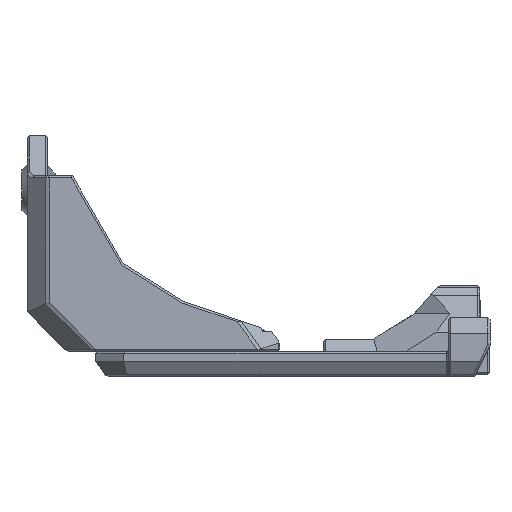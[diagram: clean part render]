
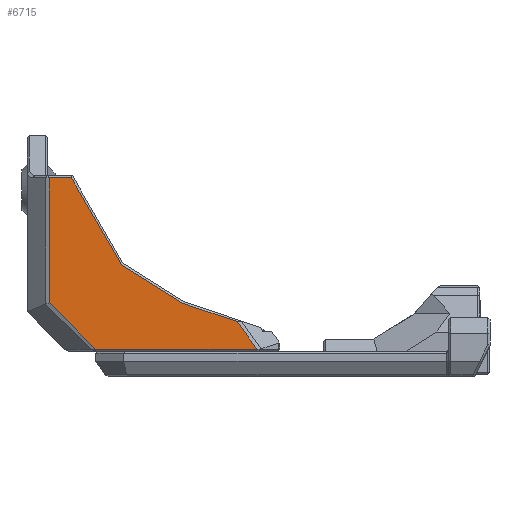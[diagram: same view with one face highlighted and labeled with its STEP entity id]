
A CAD part, left-side view. The second image highlights one B-rep face of the part: STEP entity #6715.
In plain terms, the highlighted planar face has unit normal (-1, 0, 0).
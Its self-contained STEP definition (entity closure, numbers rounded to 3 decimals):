
#257=FACE_OUTER_BOUND('',#673,.T.);
#673=EDGE_LOOP('',(#4753,#4754,#4755,#4756,#4757,#4758,#4759,#4760));
#1244=LINE('',#9856,#2123);
#1247=LINE('',#9862,#2126);
#1250=LINE('',#9867,#2129);
#1251=LINE('',#9869,#2130);
#1252=LINE('',#9871,#2131);
#1253=LINE('',#9873,#2132);
#1254=LINE('',#9875,#2133);
#1255=LINE('',#9876,#2134);
#2123=VECTOR('',#7951,10.);
#2126=VECTOR('',#7956,10.);
#2129=VECTOR('',#7961,10.);
#2130=VECTOR('',#7962,10.);
#2131=VECTOR('',#7963,10.);
#2132=VECTOR('',#7964,10.);
#2133=VECTOR('',#7965,10.);
#2134=VECTOR('',#7966,10.);
#2945=VERTEX_POINT('',#9853);
#2946=VERTEX_POINT('',#9855);
#2948=VERTEX_POINT('',#9861);
#2949=VERTEX_POINT('',#9866);
#2950=VERTEX_POINT('',#9868);
#2951=VERTEX_POINT('',#9870);
#2952=VERTEX_POINT('',#9872);
#2953=VERTEX_POINT('',#9874);
#3606=EDGE_CURVE('',#2945,#2946,#1244,.T.);
#3609=EDGE_CURVE('',#2946,#2948,#1247,.T.);
#3612=EDGE_CURVE('',#2949,#2945,#1250,.T.);
#3613=EDGE_CURVE('',#2950,#2949,#1251,.T.);
#3614=EDGE_CURVE('',#2951,#2950,#1252,.T.);
#3615=EDGE_CURVE('',#2952,#2951,#1253,.T.);
#3616=EDGE_CURVE('',#2953,#2952,#1254,.T.);
#3617=EDGE_CURVE('',#2948,#2953,#1255,.T.);
#4753=ORIENTED_EDGE('',*,*,#3606,.F.);
#4754=ORIENTED_EDGE('',*,*,#3612,.F.);
#4755=ORIENTED_EDGE('',*,*,#3613,.F.);
#4756=ORIENTED_EDGE('',*,*,#3614,.F.);
#4757=ORIENTED_EDGE('',*,*,#3615,.F.);
#4758=ORIENTED_EDGE('',*,*,#3616,.F.);
#4759=ORIENTED_EDGE('',*,*,#3617,.F.);
#4760=ORIENTED_EDGE('',*,*,#3609,.F.);
#6333=PLANE('',#7151);
#6715=ADVANCED_FACE('',(#257),#6333,.T.);
#7151=AXIS2_PLACEMENT_3D('',#9865,#7959,#7960);
#7951=DIRECTION('',(0.,-0.583,-0.812));
#7956=DIRECTION('',(0.,1.,0.));
#7959=DIRECTION('center_axis',(-1.,0.,0.));
#7960=DIRECTION('ref_axis',(0.,-1.,0.));
#7961=DIRECTION('',(0.,-0.948,-0.319));
#7962=DIRECTION('',(0.,-0.847,-0.532));
#7963=DIRECTION('',(0.,-0.5,-0.866));
#7964=DIRECTION('',(0.,-1.,0.));
#7965=DIRECTION('',(0.,0.,1.));
#7966=DIRECTION('',(0.,0.707,0.707));
#9853=CARTESIAN_POINT('',(161.128,326.428,3.354));
#9855=CARTESIAN_POINT('',(161.128,322.51,-2.1));
#9856=CARTESIAN_POINT('',(161.128,333.966,13.849));
#9861=CARTESIAN_POINT('',(161.128,354.407,-2.1));
#9862=CARTESIAN_POINT('',(161.128,357.059,-2.1));
#9865=CARTESIAN_POINT('Origin',(161.128,368.029,-2.5));
#9866=CARTESIAN_POINT('',(161.128,337.226,6.992));
#9867=CARTESIAN_POINT('',(161.128,340.086,7.956));
#9868=CARTESIAN_POINT('',(161.128,349.326,14.594));
#9869=CARTESIAN_POINT('',(161.128,349.146,14.48));
#9870=CARTESIAN_POINT('',(161.128,359.26,31.8));
#9871=CARTESIAN_POINT('',(161.128,346.738,10.111));
#9872=CARTESIAN_POINT('',(161.128,363.629,31.8));
#9873=CARTESIAN_POINT('',(161.128,355.529,31.8));
#9874=CARTESIAN_POINT('',(161.128,363.629,7.122));
#9875=CARTESIAN_POINT('',(161.128,363.629,-2.5));
#9876=CARTESIAN_POINT('',(161.128,361.018,4.511));
